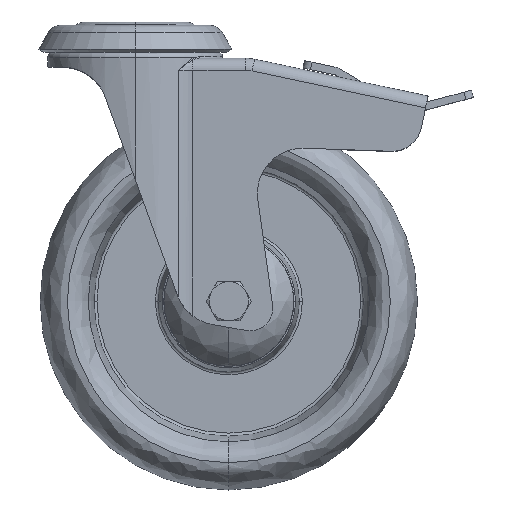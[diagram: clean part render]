
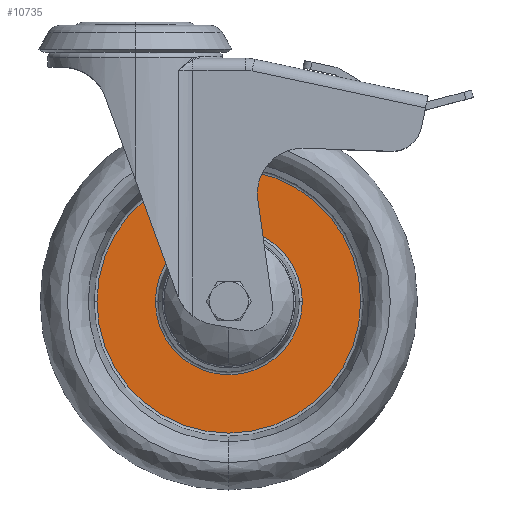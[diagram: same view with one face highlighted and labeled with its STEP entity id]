
A CAD part, top view. The second image highlights one B-rep face of the part: STEP entity #10735.
In plain terms, the highlighted planar face has unit normal (0, 0, 1).
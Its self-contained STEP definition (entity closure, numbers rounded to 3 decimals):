
#347 = DIRECTION ( 'NONE',  ( 0., 0., -1. ) ) ;
#547 = CARTESIAN_POINT ( 'NONE',  ( 59.658, -44.96, 2.5 ) ) ;
#588 = CIRCLE ( 'NONE', #3213, 24.335 ) ;
#798 = AXIS2_PLACEMENT_3D ( 'NONE', #9804, #1123, #8163 ) ;
#903 = DIRECTION ( 'NONE',  ( -1., 0., 0. ) ) ;
#1117 = ORIENTED_EDGE ( 'NONE', *, *, #11295, .T. ) ;
#1123 = DIRECTION ( 'NONE',  ( 0., 0., 1. ) ) ;
#1141 = CARTESIAN_POINT ( 'NONE',  ( -8.353, -44.96, 2.5 ) ) ;
#1448 = EDGE_CURVE ( 'NONE', #1891, #5617, #588, .T. ) ;
#1768 = AXIS2_PLACEMENT_3D ( 'NONE', #8087, #347, #10033 ) ;
#1891 = VERTEX_POINT ( 'NONE', #1141 ) ;
#2412 = AXIS2_PLACEMENT_3D ( 'NONE', #4469, #4240, #10004 ) ;
#2791 = CIRCLE ( 'NONE', #1768, 43.677 ) ;
#2813 = ORIENTED_EDGE ( 'NONE', *, *, #1448, .T. ) ;
#3081 = EDGE_CURVE ( 'NONE', #12563, #5378, #2791, .T. ) ;
#3213 = AXIS2_PLACEMENT_3D ( 'NONE', #7751, #4942, #903 ) ;
#4042 = DIRECTION ( 'NONE',  ( -1., 0., 0. ) ) ;
#4240 = DIRECTION ( 'NONE',  ( 0., 0., -1. ) ) ;
#4469 = CARTESIAN_POINT ( 'NONE',  ( 15.981, -44.96, 2.5 ) ) ;
#4942 = DIRECTION ( 'NONE',  ( 0., 0., -1. ) ) ;
#4944 = ORIENTED_EDGE ( 'NONE', *, *, #12156, .F. ) ;
#4964 = EDGE_LOOP ( 'NONE', ( #2813, #1117 ) ) ;
#5032 = FACE_BOUND ( 'NONE', #4964, .T. ) ;
#5378 = VERTEX_POINT ( 'NONE', #10758 ) ;
#5617 = VERTEX_POINT ( 'NONE', #11514 ) ;
#5802 = PLANE ( 'NONE',  #798 ) ;
#7751 = CARTESIAN_POINT ( 'NONE',  ( 15.981, -44.96, 2.5 ) ) ;
#8087 = CARTESIAN_POINT ( 'NONE',  ( 15.981, -44.96, 2.5 ) ) ;
#8163 = DIRECTION ( 'NONE',  ( 1., 0., 0. ) ) ;
#8935 = FACE_OUTER_BOUND ( 'NONE', #10137, .T. ) ;
#9304 = CIRCLE ( 'NONE', #2412, 24.335 ) ;
#9804 = CARTESIAN_POINT ( 'NONE',  ( 15.981, -1.283, 2.5 ) ) ;
#10004 = DIRECTION ( 'NONE',  ( -1., 0., 0. ) ) ;
#10033 = DIRECTION ( 'NONE',  ( -1., 0., 0. ) ) ;
#10137 = EDGE_LOOP ( 'NONE', ( #4944, #11114 ) ) ;
#10695 = DIRECTION ( 'NONE',  ( 0., 0., -1. ) ) ;
#10735 = ADVANCED_FACE ( 'NONE', ( #5032, #8935 ), #5802, .T. ) ;
#10758 = CARTESIAN_POINT ( 'NONE',  ( -27.695, -44.96, 2.5 ) ) ;
#10832 = CARTESIAN_POINT ( 'NONE',  ( 15.981, -44.96, 2.5 ) ) ;
#11114 = ORIENTED_EDGE ( 'NONE', *, *, #3081, .F. ) ;
#11295 = EDGE_CURVE ( 'NONE', #5617, #1891, #9304, .T. ) ;
#11514 = CARTESIAN_POINT ( 'NONE',  ( 40.316, -44.96, 2.5 ) ) ;
#11731 = AXIS2_PLACEMENT_3D ( 'NONE', #10832, #10695, #4042 ) ;
#11942 = CIRCLE ( 'NONE', #11731, 43.677 ) ;
#12156 = EDGE_CURVE ( 'NONE', #5378, #12563, #11942, .T. ) ;
#12563 = VERTEX_POINT ( 'NONE', #547 ) ;
